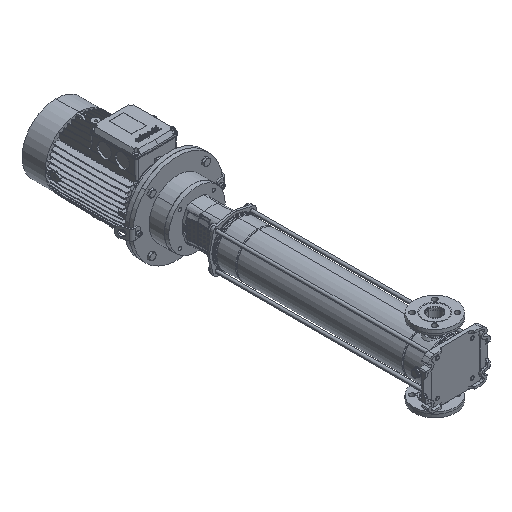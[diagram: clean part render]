
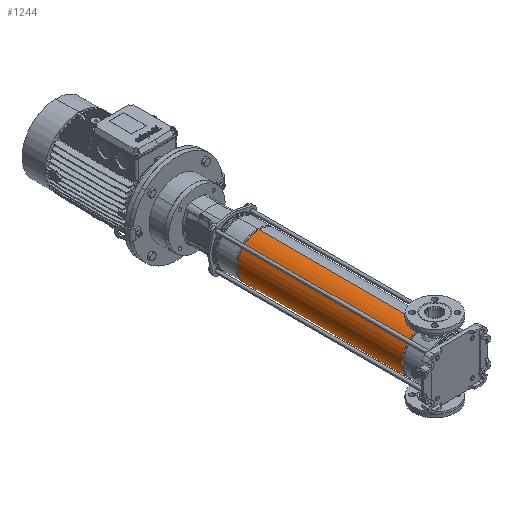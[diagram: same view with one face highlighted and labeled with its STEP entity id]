
A CAD part, isometric view. The second image highlights one B-rep face of the part: STEP entity #1244.
In plain terms, the highlighted cylindrical face has radius 85.9 mm (diameter 171.8 mm), a partial arc.
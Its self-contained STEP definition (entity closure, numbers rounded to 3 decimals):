
#838 = VERTEX_POINT ( 'NONE', #94804 ) ;
#1244 = ADVANCED_FACE ( 'NONE', ( #6149 ), #66450, .T. ) ;
#2536 = CARTESIAN_POINT ( 'NONE',  ( 85.9, 0., 735.803 ) ) ;
#6149 = FACE_OUTER_BOUND ( 'NONE', #70185, .T. ) ;
#9801 = CARTESIAN_POINT ( 'NONE',  ( -85.9, 0., 0. ) ) ;
#11679 = LINE ( 'NONE', #9801, #66863 ) ;
#14740 = ORIENTED_EDGE ( 'NONE', *, *, #35472, .F. ) ;
#15702 = AXIS2_PLACEMENT_3D ( 'NONE', #95229, #73347, #73810 ) ;
#17808 = VERTEX_POINT ( 'NONE', #2536 ) ;
#21182 = DIRECTION ( 'NONE',  ( 0., 0., -1. ) ) ;
#27191 = EDGE_CURVE ( 'NONE', #838, #66982, #65425, .T. ) ;
#31091 = DIRECTION ( 'NONE',  ( 0., 0., -1. ) ) ;
#32152 = DIRECTION ( 'NONE',  ( 0., 0., -1. ) ) ;
#32677 = CIRCLE ( 'NONE', #87043, 85.9 ) ;
#33724 = CARTESIAN_POINT ( 'NONE',  ( -85.9, 0., 93.897 ) ) ;
#35190 = VERTEX_POINT ( 'NONE', #83359 ) ;
#35472 = EDGE_CURVE ( 'NONE', #17808, #838, #43895, .T. ) ;
#37466 = CARTESIAN_POINT ( 'NONE',  ( 0., 0., 735.803 ) ) ;
#42633 = DIRECTION ( 'NONE',  ( -1., 0., 0. ) ) ;
#43895 = LINE ( 'NONE', #73572, #54162 ) ;
#48725 = ORIENTED_EDGE ( 'NONE', *, *, #27191, .F. ) ;
#53567 = EDGE_CURVE ( 'NONE', #35190, #66982, #11679, .T. ) ;
#53873 = EDGE_CURVE ( 'NONE', #17808, #35190, #32677, .T. ) ;
#54162 = VECTOR ( 'NONE', #89113, 1000. ) ;
#59159 = CARTESIAN_POINT ( 'NONE',  ( 0., 0., 0. ) ) ;
#65425 = CIRCLE ( 'NONE', #15702, 85.9 ) ;
#66450 = CYLINDRICAL_SURFACE ( 'NONE', #87912, 85.9 ) ;
#66863 = VECTOR ( 'NONE', #32152, 1000. ) ;
#66982 = VERTEX_POINT ( 'NONE', #33724 ) ;
#67148 = DIRECTION ( 'NONE',  ( -1., 0., 0. ) ) ;
#70185 = EDGE_LOOP ( 'NONE', ( #14740, #70718, #74590, #48725 ) ) ;
#70718 = ORIENTED_EDGE ( 'NONE', *, *, #53873, .T. ) ;
#73347 = DIRECTION ( 'NONE',  ( 0., 0., -1. ) ) ;
#73572 = CARTESIAN_POINT ( 'NONE',  ( 85.9, 0., 0. ) ) ;
#73810 = DIRECTION ( 'NONE',  ( -1., 0., 0. ) ) ;
#74590 = ORIENTED_EDGE ( 'NONE', *, *, #53567, .T. ) ;
#83359 = CARTESIAN_POINT ( 'NONE',  ( -85.9, 0., 735.803 ) ) ;
#87043 = AXIS2_PLACEMENT_3D ( 'NONE', #37466, #31091, #67148 ) ;
#87912 = AXIS2_PLACEMENT_3D ( 'NONE', #59159, #21182, #42633 ) ;
#89113 = DIRECTION ( 'NONE',  ( 0., 0., -1. ) ) ;
#94804 = CARTESIAN_POINT ( 'NONE',  ( 85.9, 0., 93.897 ) ) ;
#95229 = CARTESIAN_POINT ( 'NONE',  ( 0., 0., 93.897 ) ) ;
